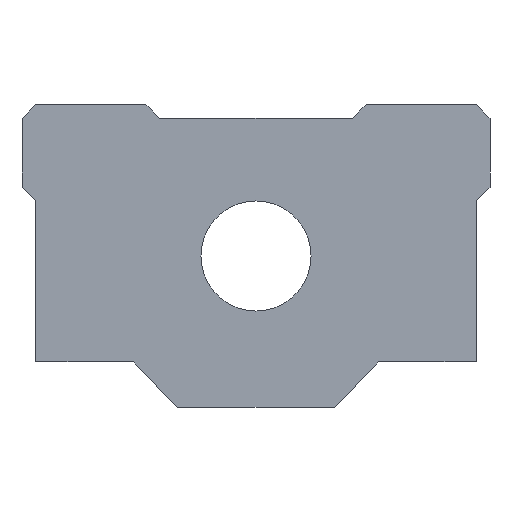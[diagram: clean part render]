
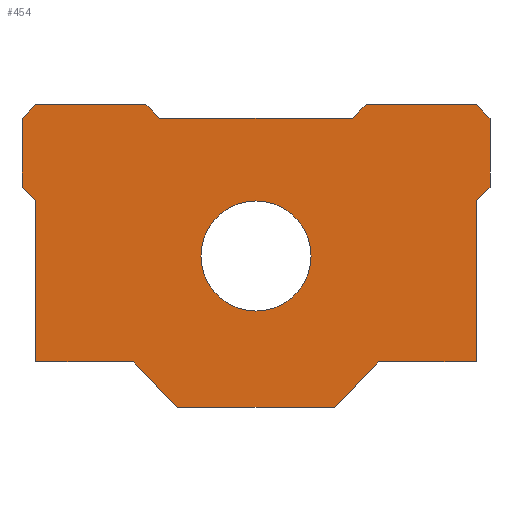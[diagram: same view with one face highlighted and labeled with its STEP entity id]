
A CAD part, front view. The second image highlights one B-rep face of the part: STEP entity #454.
In plain terms, the highlighted planar face has unit normal (0, -1, 0).
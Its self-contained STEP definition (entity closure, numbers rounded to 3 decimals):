
#24 = VERTEX_POINT('',#25);
#25 = CARTESIAN_POINT('',(7.,-15.,10.));
#31 = EDGE_CURVE('',#24,#32,#34,.T.);
#32 = VERTEX_POINT('',#33);
#33 = CARTESIAN_POINT('',(8.,-15.,11.));
#34 = LINE('',#35,#36);
#35 = CARTESIAN_POINT('',(7.,-15.,10.));
#36 = VECTOR('',#37,1.);
#37 = DIRECTION('',(0.707,0.,0.707));
#71 = VERTEX_POINT('',#72);
#72 = CARTESIAN_POINT('',(-7.,-15.,10.));
#78 = EDGE_CURVE('',#24,#71,#79,.T.);
#79 = LINE('',#80,#81);
#80 = CARTESIAN_POINT('',(0.,-15.,10.));
#81 = VECTOR('',#82,1.);
#82 = DIRECTION('',(-1.,0.,0.));
#93 = EDGE_CURVE('',#32,#94,#96,.T.);
#94 = VERTEX_POINT('',#95);
#95 = CARTESIAN_POINT('',(16.,-15.,11.));
#96 = LINE('',#97,#98);
#97 = CARTESIAN_POINT('',(8.,-15.,11.));
#98 = VECTOR('',#99,1.);
#99 = DIRECTION('',(1.,0.,0.));
#454 = ADVANCED_FACE('',(#455,#578),#598,.T.);
#455 = FACE_BOUND('',#456,.T.);
#456 = EDGE_LOOP('',(#457,#458,#466,#474,#482,#490,#498,#506,#514,#522,
    #530,#538,#546,#554,#562,#570,#576,#577));
#457 = ORIENTED_EDGE('',*,*,#78,.T.);
#458 = ORIENTED_EDGE('',*,*,#459,.T.);
#459 = EDGE_CURVE('',#71,#460,#462,.T.);
#460 = VERTEX_POINT('',#461);
#461 = CARTESIAN_POINT('',(-8.,-15.,11.));
#462 = LINE('',#463,#464);
#463 = CARTESIAN_POINT('',(-7.,-15.,10.));
#464 = VECTOR('',#465,1.);
#465 = DIRECTION('',(-0.707,0.,0.707)
  );
#466 = ORIENTED_EDGE('',*,*,#467,.T.);
#467 = EDGE_CURVE('',#460,#468,#470,.T.);
#468 = VERTEX_POINT('',#469);
#469 = CARTESIAN_POINT('',(-16.,-15.,11.));
#470 = LINE('',#471,#472);
#471 = CARTESIAN_POINT('',(-8.,-15.,11.));
#472 = VECTOR('',#473,1.);
#473 = DIRECTION('',(-1.,0.,0.));
#474 = ORIENTED_EDGE('',*,*,#475,.T.);
#475 = EDGE_CURVE('',#468,#476,#478,.T.);
#476 = VERTEX_POINT('',#477);
#477 = CARTESIAN_POINT('',(-17.,-15.,10.));
#478 = LINE('',#479,#480);
#479 = CARTESIAN_POINT('',(-16.,-15.,11.));
#480 = VECTOR('',#481,1.);
#481 = DIRECTION('',(-0.707,0.,-0.707));
#482 = ORIENTED_EDGE('',*,*,#483,.T.);
#483 = EDGE_CURVE('',#476,#484,#486,.T.);
#484 = VERTEX_POINT('',#485);
#485 = CARTESIAN_POINT('',(-17.,-15.,5.));
#486 = LINE('',#487,#488);
#487 = CARTESIAN_POINT('',(-17.,-15.,10.));
#488 = VECTOR('',#489,1.);
#489 = DIRECTION('',(0.,0.,-1.));
#490 = ORIENTED_EDGE('',*,*,#491,.T.);
#491 = EDGE_CURVE('',#484,#492,#494,.T.);
#492 = VERTEX_POINT('',#493);
#493 = CARTESIAN_POINT('',(-16.,-15.,4.));
#494 = LINE('',#495,#496);
#495 = CARTESIAN_POINT('',(-17.,-15.,5.));
#496 = VECTOR('',#497,1.);
#497 = DIRECTION('',(0.707,0.,-0.707)
  );
#498 = ORIENTED_EDGE('',*,*,#499,.T.);
#499 = EDGE_CURVE('',#492,#500,#502,.T.);
#500 = VERTEX_POINT('',#501);
#501 = CARTESIAN_POINT('',(-16.,-15.,-7.7));
#502 = LINE('',#503,#504);
#503 = CARTESIAN_POINT('',(-16.,-15.,4.));
#504 = VECTOR('',#505,1.);
#505 = DIRECTION('',(0.,0.,-1.));
#506 = ORIENTED_EDGE('',*,*,#507,.T.);
#507 = EDGE_CURVE('',#500,#508,#510,.T.);
#508 = VERTEX_POINT('',#509);
#509 = CARTESIAN_POINT('',(-8.9,-15.,-7.7));
#510 = LINE('',#511,#512);
#511 = CARTESIAN_POINT('',(-16.,-15.,-7.7));
#512 = VECTOR('',#513,1.);
#513 = DIRECTION('',(1.,0.,0.));
#514 = ORIENTED_EDGE('',*,*,#515,.T.);
#515 = EDGE_CURVE('',#508,#516,#518,.T.);
#516 = VERTEX_POINT('',#517);
#517 = CARTESIAN_POINT('',(-5.7,-15.,-11.));
#518 = LINE('',#519,#520);
#519 = CARTESIAN_POINT('',(-8.9,-15.,-7.7));
#520 = VECTOR('',#521,1.);
#521 = DIRECTION('',(0.696,0.,-0.718)
  );
#522 = ORIENTED_EDGE('',*,*,#523,.T.);
#523 = EDGE_CURVE('',#516,#524,#526,.T.);
#524 = VERTEX_POINT('',#525);
#525 = CARTESIAN_POINT('',(5.7,-15.,-11.));
#526 = LINE('',#527,#528);
#527 = CARTESIAN_POINT('',(-5.7,-15.,-11.));
#528 = VECTOR('',#529,1.);
#529 = DIRECTION('',(1.,0.,0.));
#530 = ORIENTED_EDGE('',*,*,#531,.F.);
#531 = EDGE_CURVE('',#532,#524,#534,.T.);
#532 = VERTEX_POINT('',#533);
#533 = CARTESIAN_POINT('',(8.9,-15.,-7.7));
#534 = LINE('',#535,#536);
#535 = CARTESIAN_POINT('',(8.9,-15.,-7.7));
#536 = VECTOR('',#537,1.);
#537 = DIRECTION('',(-0.696,0.,-0.718
    ));
#538 = ORIENTED_EDGE('',*,*,#539,.F.);
#539 = EDGE_CURVE('',#540,#532,#542,.T.);
#540 = VERTEX_POINT('',#541);
#541 = CARTESIAN_POINT('',(16.,-15.,-7.7));
#542 = LINE('',#543,#544);
#543 = CARTESIAN_POINT('',(16.,-15.,-7.7));
#544 = VECTOR('',#545,1.);
#545 = DIRECTION('',(-1.,0.,0.));
#546 = ORIENTED_EDGE('',*,*,#547,.F.);
#547 = EDGE_CURVE('',#548,#540,#550,.T.);
#548 = VERTEX_POINT('',#549);
#549 = CARTESIAN_POINT('',(16.,-15.,4.));
#550 = LINE('',#551,#552);
#551 = CARTESIAN_POINT('',(16.,-15.,4.));
#552 = VECTOR('',#553,1.);
#553 = DIRECTION('',(0.,0.,-1.));
#554 = ORIENTED_EDGE('',*,*,#555,.F.);
#555 = EDGE_CURVE('',#556,#548,#558,.T.);
#556 = VERTEX_POINT('',#557);
#557 = CARTESIAN_POINT('',(17.,-15.,5.));
#558 = LINE('',#559,#560);
#559 = CARTESIAN_POINT('',(17.,-15.,5.));
#560 = VECTOR('',#561,1.);
#561 = DIRECTION('',(-0.707,0.,-0.707
    ));
#562 = ORIENTED_EDGE('',*,*,#563,.F.);
#563 = EDGE_CURVE('',#564,#556,#566,.T.);
#564 = VERTEX_POINT('',#565);
#565 = CARTESIAN_POINT('',(17.,-15.,10.));
#566 = LINE('',#567,#568);
#567 = CARTESIAN_POINT('',(17.,-15.,10.));
#568 = VECTOR('',#569,1.);
#569 = DIRECTION('',(0.,0.,-1.));
#570 = ORIENTED_EDGE('',*,*,#571,.F.);
#571 = EDGE_CURVE('',#94,#564,#572,.T.);
#572 = LINE('',#573,#574);
#573 = CARTESIAN_POINT('',(16.,-15.,11.));
#574 = VECTOR('',#575,1.);
#575 = DIRECTION('',(0.707,0.,-0.707)
  );
#576 = ORIENTED_EDGE('',*,*,#93,.F.);
#577 = ORIENTED_EDGE('',*,*,#31,.F.);
#578 = FACE_BOUND('',#579,.T.);
#579 = EDGE_LOOP('',(#580,#591));
#580 = ORIENTED_EDGE('',*,*,#581,.F.);
#581 = EDGE_CURVE('',#582,#584,#586,.T.);
#582 = VERTEX_POINT('',#583);
#583 = CARTESIAN_POINT('',(0.,-15.,-4.));
#584 = VERTEX_POINT('',#585);
#585 = CARTESIAN_POINT('',(0.,-15.,4.));
#586 = CIRCLE('',#587,4.);
#587 = AXIS2_PLACEMENT_3D('',#588,#589,#590);
#588 = CARTESIAN_POINT('',(0.,-15.,0.));
#589 = DIRECTION('',(0.,-1.,0.));
#590 = DIRECTION('',(1.,0.,0.));
#591 = ORIENTED_EDGE('',*,*,#592,.T.);
#592 = EDGE_CURVE('',#582,#584,#593,.T.);
#593 = CIRCLE('',#594,4.);
#594 = AXIS2_PLACEMENT_3D('',#595,#596,#597);
#595 = CARTESIAN_POINT('',(0.,-15.,0.)
  );
#596 = DIRECTION('',(0.,1.,0.));
#597 = DIRECTION('',(-1.,0.,0.));
#598 = PLANE('',#599);
#599 = AXIS2_PLACEMENT_3D('',#600,#601,#602);
#600 = CARTESIAN_POINT('',(0.,-15.,0.929));
#601 = DIRECTION('',(0.,-1.,0.));
#602 = DIRECTION('',(0.,0.,1.));
